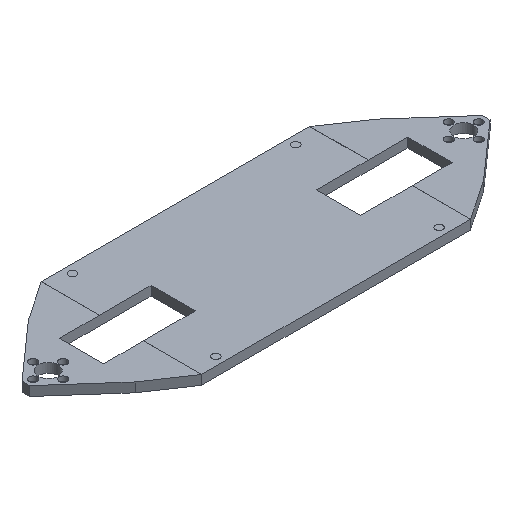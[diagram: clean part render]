
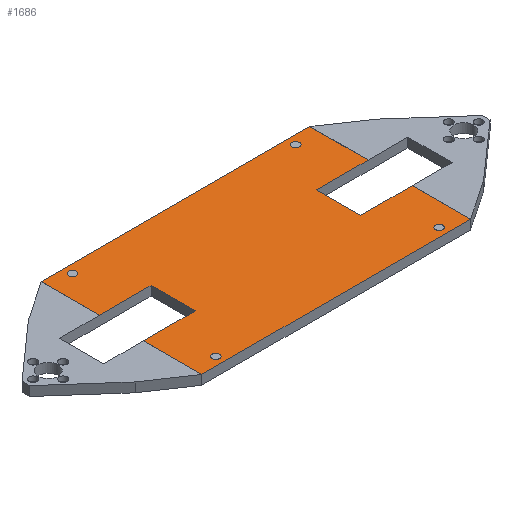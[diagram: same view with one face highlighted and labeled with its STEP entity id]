
A CAD part, isometric view. The second image highlights one B-rep face of the part: STEP entity #1686.
In plain terms, the highlighted planar face has unit normal (0, 0, 1).
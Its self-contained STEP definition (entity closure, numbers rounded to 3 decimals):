
#1198=CARTESIAN_POINT('',(366.5,404.5,-25.));
#1199=VERTEX_POINT('',#1198);
#1206=CARTESIAN_POINT('',(339.,404.5,-25.));
#1207=VERTEX_POINT('',#1206);
#1208=CARTESIAN_POINT('',(339.,404.5,-25.));
#1209=DIRECTION('',(1.,0.,0.));
#1210=VECTOR('',#1209,27.5);
#1211=LINE('',#1208,#1210);
#1212=EDGE_CURVE('',#1207,#1199,#1211,.T.);
#1248=CARTESIAN_POINT('',(339.,381.,-25.));
#1249=VERTEX_POINT('',#1248);
#1256=CARTESIAN_POINT('',(366.5,381.,-25.));
#1257=VERTEX_POINT('',#1256);
#1258=CARTESIAN_POINT('',(339.,381.,-25.));
#1259=DIRECTION('',(1.,0.,0.));
#1260=VECTOR('',#1259,27.5);
#1261=LINE('',#1258,#1260);
#1262=EDGE_CURVE('',#1249,#1257,#1261,.T.);
#1449=CARTESIAN_POINT('',(251.,404.5,-25.));
#1450=VERTEX_POINT('',#1449);
#1457=CARTESIAN_POINT('',(223.5,404.5,-25.));
#1458=VERTEX_POINT('',#1457);
#1459=CARTESIAN_POINT('',(251.,404.5,-25.));
#1460=DIRECTION('',(-1.,0.,0.));
#1461=VECTOR('',#1460,27.5);
#1462=LINE('',#1459,#1461);
#1463=EDGE_CURVE('',#1450,#1458,#1462,.T.);
#1483=CARTESIAN_POINT('',(223.5,381.,-25.));
#1484=VERTEX_POINT('',#1483);
#1491=CARTESIAN_POINT('',(251.,381.,-25.));
#1492=VERTEX_POINT('',#1491);
#1493=CARTESIAN_POINT('',(251.,381.,-25.));
#1494=DIRECTION('',(-1.,0.,0.));
#1495=VECTOR('',#1494,27.5);
#1496=LINE('',#1493,#1495);
#1497=EDGE_CURVE('',#1492,#1484,#1496,.T.);
#1575=CARTESIAN_POINT('',(231.,350.,-25.));
#1576=DIRECTION('',(0.,0.,1.));
#1577=DIRECTION('',(1.,0.,0.));
#1578=AXIS2_PLACEMENT_3D('',#1575,#1576,#1577);
#1579=PLANE('',#1578);
#1580=CARTESIAN_POINT('',(237.6,430.9,-25.));
#1581=VERTEX_POINT('',#1580);
#1582=CARTESIAN_POINT('',(235.6,430.9,-25.));
#1583=DIRECTION('',(0.,0.,1.));
#1584=DIRECTION('',(1.,0.,-0.));
#1585=AXIS2_PLACEMENT_3D('',#1582,#1583,#1584);
#1586=CIRCLE('',#1585,2.);
#1587=EDGE_CURVE('',#1581,#1581,#1586,.T.);
#1588=ORIENTED_EDGE('',*,*,#1587,.F.);
#1589=EDGE_LOOP('',(#1588));
#1590=FACE_BOUND('',#1589,.T.);
#1591=CARTESIAN_POINT('',(237.6,354.6,-25.));
#1592=VERTEX_POINT('',#1591);
#1593=CARTESIAN_POINT('',(235.6,354.6,-25.));
#1594=DIRECTION('',(0.,0.,1.));
#1595=DIRECTION('',(1.,0.,-0.));
#1596=AXIS2_PLACEMENT_3D('',#1593,#1594,#1595);
#1597=CIRCLE('',#1596,2.);
#1598=EDGE_CURVE('',#1592,#1592,#1597,.T.);
#1599=ORIENTED_EDGE('',*,*,#1598,.F.);
#1600=EDGE_LOOP('',(#1599));
#1601=FACE_BOUND('',#1600,.T.);
#1602=CARTESIAN_POINT('',(223.5,350.,-25.));
#1603=VERTEX_POINT('',#1602);
#1604=CARTESIAN_POINT('',(366.5,350.,-25.));
#1605=VERTEX_POINT('',#1604);
#1606=CARTESIAN_POINT('',(223.5,350.,-25.));
#1607=DIRECTION('',(1.,0.,-0.));
#1608=VECTOR('',#1607,143.);
#1609=LINE('',#1606,#1608);
#1610=EDGE_CURVE('',#1603,#1605,#1609,.T.);
#1611=ORIENTED_EDGE('',*,*,#1610,.T.);
#1612=CARTESIAN_POINT('',(366.5,350.,-25.));
#1613=DIRECTION('',(0.,1.,0.));
#1614=VECTOR('',#1613,31.);
#1615=LINE('',#1612,#1614);
#1616=EDGE_CURVE('',#1605,#1257,#1615,.T.);
#1617=ORIENTED_EDGE('',*,*,#1616,.T.);
#1618=ORIENTED_EDGE('',*,*,#1262,.F.);
#1619=CARTESIAN_POINT('',(339.,404.5,-25.));
#1620=DIRECTION('',(0.,-1.,0.));
#1621=VECTOR('',#1620,23.5);
#1622=LINE('',#1619,#1621);
#1623=EDGE_CURVE('',#1207,#1249,#1622,.T.);
#1624=ORIENTED_EDGE('',*,*,#1623,.F.);
#1625=ORIENTED_EDGE('',*,*,#1212,.T.);
#1626=CARTESIAN_POINT('',(366.5,435.5,-25.));
#1627=VERTEX_POINT('',#1626);
#1628=CARTESIAN_POINT('',(366.5,404.5,-25.));
#1629=DIRECTION('',(0.,1.,0.));
#1630=VECTOR('',#1629,31.);
#1631=LINE('',#1628,#1630);
#1632=EDGE_CURVE('',#1199,#1627,#1631,.T.);
#1633=ORIENTED_EDGE('',*,*,#1632,.T.);
#1634=CARTESIAN_POINT('',(223.5,435.5,-25.));
#1635=VERTEX_POINT('',#1634);
#1636=CARTESIAN_POINT('',(366.5,435.5,-25.));
#1637=DIRECTION('',(-1.,0.,0.));
#1638=VECTOR('',#1637,143.);
#1639=LINE('',#1636,#1638);
#1640=EDGE_CURVE('',#1627,#1635,#1639,.T.);
#1641=ORIENTED_EDGE('',*,*,#1640,.T.);
#1642=CARTESIAN_POINT('',(223.5,404.5,-25.));
#1643=DIRECTION('',(0.,1.,0.));
#1644=VECTOR('',#1643,31.);
#1645=LINE('',#1642,#1644);
#1646=EDGE_CURVE('',#1458,#1635,#1645,.T.);
#1647=ORIENTED_EDGE('',*,*,#1646,.F.);
#1648=ORIENTED_EDGE('',*,*,#1463,.F.);
#1649=CARTESIAN_POINT('',(251.,404.5,-25.));
#1650=DIRECTION('',(0.,-1.,0.));
#1651=VECTOR('',#1650,23.5);
#1652=LINE('',#1649,#1651);
#1653=EDGE_CURVE('',#1450,#1492,#1652,.T.);
#1654=ORIENTED_EDGE('',*,*,#1653,.T.);
#1655=ORIENTED_EDGE('',*,*,#1497,.T.);
#1656=CARTESIAN_POINT('',(223.5,350.,-25.));
#1657=DIRECTION('',(0.,1.,0.));
#1658=VECTOR('',#1657,31.);
#1659=LINE('',#1656,#1658);
#1660=EDGE_CURVE('',#1603,#1484,#1659,.T.);
#1661=ORIENTED_EDGE('',*,*,#1660,.F.);
#1662=EDGE_LOOP('',(#1611,#1617,#1618,#1624,#1625,#1633,#1641,#1647,#1648,#1654,#1655,#1661));
#1663=FACE_BOUND('',#1662,.T.);
#1664=CARTESIAN_POINT('',(352.4,430.9,-25.));
#1665=VERTEX_POINT('',#1664);
#1666=CARTESIAN_POINT('',(354.4,430.9,-25.));
#1667=DIRECTION('',(0.,0.,-1.));
#1668=DIRECTION('',(-1.,0.,0.));
#1669=AXIS2_PLACEMENT_3D('',#1666,#1667,#1668);
#1670=CIRCLE('',#1669,2.);
#1671=EDGE_CURVE('',#1665,#1665,#1670,.T.);
#1672=ORIENTED_EDGE('',*,*,#1671,.T.);
#1673=EDGE_LOOP('',(#1672));
#1674=FACE_BOUND('',#1673,.T.);
#1675=CARTESIAN_POINT('',(352.4,354.6,-25.));
#1676=VERTEX_POINT('',#1675);
#1677=CARTESIAN_POINT('',(354.4,354.6,-25.));
#1678=DIRECTION('',(0.,0.,-1.));
#1679=DIRECTION('',(-1.,0.,0.));
#1680=AXIS2_PLACEMENT_3D('',#1677,#1678,#1679);
#1681=CIRCLE('',#1680,2.);
#1682=EDGE_CURVE('',#1676,#1676,#1681,.T.);
#1683=ORIENTED_EDGE('',*,*,#1682,.T.);
#1684=EDGE_LOOP('',(#1683));
#1685=FACE_BOUND('',#1684,.T.);
#1686=ADVANCED_FACE('',(#1590,#1601,#1663,#1674,#1685),#1579,.T.);
